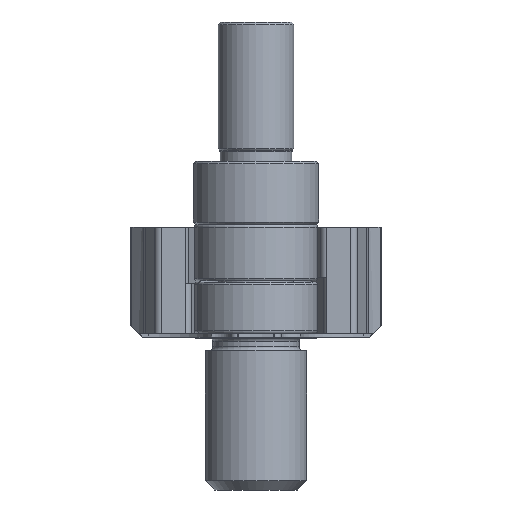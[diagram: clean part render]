
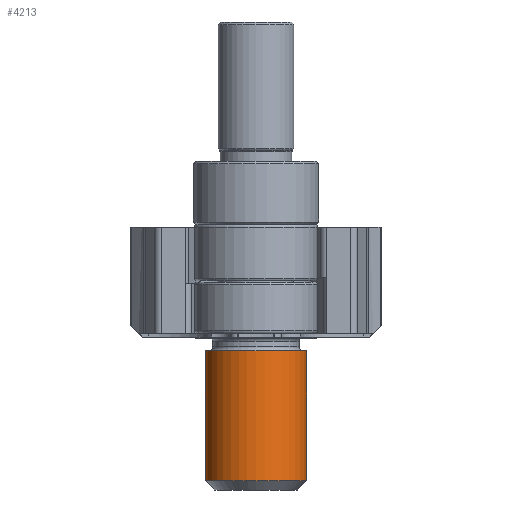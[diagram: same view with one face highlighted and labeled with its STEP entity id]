
A CAD part, left-side view. The second image highlights one B-rep face of the part: STEP entity #4213.
In plain terms, the highlighted cylindrical face has radius 4 mm (diameter 8 mm), a partial arc.
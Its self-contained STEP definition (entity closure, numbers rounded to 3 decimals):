
#23 = CARTESIAN_POINT ( 'NONE',  ( 0., 0., -5.4 ) ) ;
#188 = VERTEX_POINT ( 'NONE', #2298 ) ;
#959 = DIRECTION ( 'NONE',  ( 0., 0., 1. ) ) ;
#1050 = CARTESIAN_POINT ( 'NONE',  ( -4., 0., -5.4 ) ) ;
#1098 = DIRECTION ( 'NONE',  ( 0., 0., 1. ) ) ;
#1620 = CARTESIAN_POINT ( 'NONE',  ( -4., 0., -16.4 ) ) ;
#1807 = EDGE_CURVE ( 'NONE', #188, #5841, #6282, .T. ) ;
#1839 = ORIENTED_EDGE ( 'NONE', *, *, #6616, .T. ) ;
#2028 = CARTESIAN_POINT ( 'NONE',  ( 0., 0., -15.65 ) ) ;
#2100 = DIRECTION ( 'NONE',  ( -1., 0., 0. ) ) ;
#2123 = ORIENTED_EDGE ( 'NONE', *, *, #1807, .F. ) ;
#2140 = CYLINDRICAL_SURFACE ( 'NONE', #4144, 4. ) ;
#2298 = CARTESIAN_POINT ( 'NONE',  ( 4., 0., -15.65 ) ) ;
#2557 = DIRECTION ( 'NONE',  ( -1., 0., 0. ) ) ;
#2612 = VERTEX_POINT ( 'NONE', #1050 ) ;
#3357 = CARTESIAN_POINT ( 'NONE',  ( -4., 0., -15.65 ) ) ;
#3480 = VECTOR ( 'NONE', #3671, 1000. ) ;
#3671 = DIRECTION ( 'NONE',  ( 0., 0., 1. ) ) ;
#4144 = AXIS2_PLACEMENT_3D ( 'NONE', #4781, #1098, #4804 ) ;
#4213 = ADVANCED_FACE ( 'NONE', ( #6490 ), #2140, .T. ) ;
#4311 = LINE ( 'NONE', #1620, #4806 ) ;
#4604 = ORIENTED_EDGE ( 'NONE', *, *, #6257, .T. ) ;
#4645 = CIRCLE ( 'NONE', #5765, 4. ) ;
#4781 = CARTESIAN_POINT ( 'NONE',  ( 0., 0., -16.4 ) ) ;
#4803 = DIRECTION ( 'NONE',  ( 0., 0., 1. ) ) ;
#4804 = DIRECTION ( 'NONE',  ( 1., 0., 0. ) ) ;
#4806 = VECTOR ( 'NONE', #4803, 1000. ) ;
#4863 = EDGE_CURVE ( 'NONE', #2612, #5841, #6243, .T. ) ;
#5190 = AXIS2_PLACEMENT_3D ( 'NONE', #23, #5804, #2100 ) ;
#5224 = ORIENTED_EDGE ( 'NONE', *, *, #4863, .T. ) ;
#5765 = AXIS2_PLACEMENT_3D ( 'NONE', #2028, #959, #2557 ) ;
#5804 = DIRECTION ( 'NONE',  ( 0., 0., -1. ) ) ;
#5813 = CARTESIAN_POINT ( 'NONE',  ( 4., 0., -5.4 ) ) ;
#5841 = VERTEX_POINT ( 'NONE', #5813 ) ;
#6182 = EDGE_LOOP ( 'NONE', ( #1839, #4604, #5224, #2123 ) ) ;
#6235 = CARTESIAN_POINT ( 'NONE',  ( 4., 0., -16.4 ) ) ;
#6243 = CIRCLE ( 'NONE', #5190, 4. ) ;
#6257 = EDGE_CURVE ( 'NONE', #6768, #2612, #4311, .T. ) ;
#6282 = LINE ( 'NONE', #6235, #3480 ) ;
#6490 = FACE_OUTER_BOUND ( 'NONE', #6182, .T. ) ;
#6616 = EDGE_CURVE ( 'NONE', #188, #6768, #4645, .T. ) ;
#6768 = VERTEX_POINT ( 'NONE', #3357 ) ;
